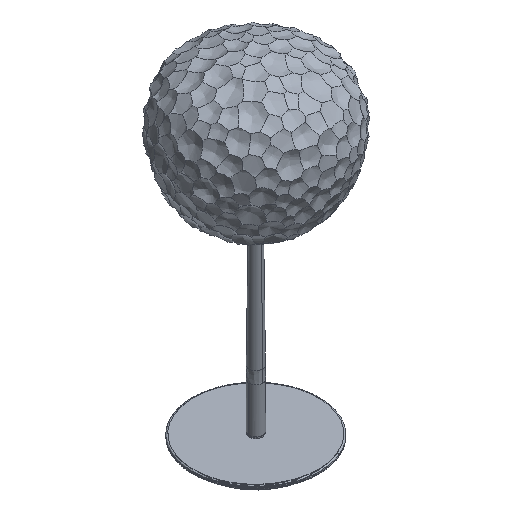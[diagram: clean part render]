
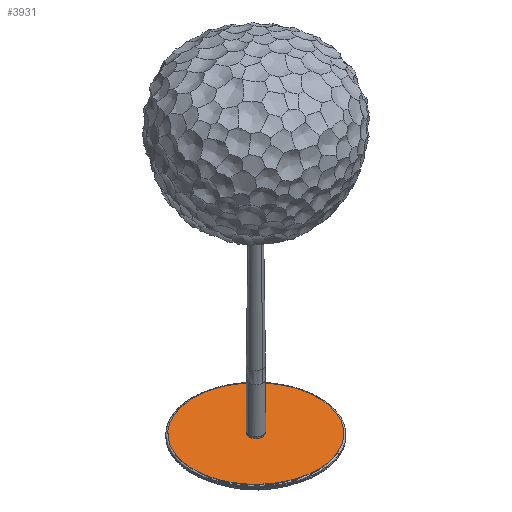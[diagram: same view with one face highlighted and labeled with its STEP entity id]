
A CAD part, isometric view. The second image highlights one B-rep face of the part: STEP entity #3931.
In plain terms, the highlighted planar face has unit normal (0, 0, 1).
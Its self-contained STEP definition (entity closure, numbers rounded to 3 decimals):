
#89=FACE_BOUND('',#4855,.T.);
#100=PLANE('',#13796);
#3931=ADVANCED_FACE('',(#4391,#89),#100,.T.);
#4391=FACE_OUTER_BOUND('',#4854,.T.);
#4854=EDGE_LOOP('',(#5372,#5373));
#4855=EDGE_LOOP('',(#5374,#5375,#5376));
#5372=ORIENTED_EDGE('',*,*,#8033,.T.);
#5373=ORIENTED_EDGE('',*,*,#8032,.T.);
#5374=ORIENTED_EDGE('',*,*,#8029,.T.);
#5375=ORIENTED_EDGE('',*,*,#8031,.T.);
#5376=ORIENTED_EDGE('',*,*,#8030,.T.);
#8029=EDGE_CURVE('',#10815,#10816,#10656,.T.);
#8030=EDGE_CURVE('',#10817,#10815,#10657,.T.);
#8031=EDGE_CURVE('',#10816,#10817,#10658,.T.);
#8032=EDGE_CURVE('',#10818,#10819,#10659,.T.);
#8033=EDGE_CURVE('',#10819,#10818,#10660,.T.);
#10656=(
BOUNDED_CURVE()
B_SPLINE_CURVE(2,(#14215,#14216,#14217,#14218,#14219),.UNSPECIFIED.,.F.,
 .F.)
B_SPLINE_CURVE_WITH_KNOTS((3,2,3),(-31.416,-23.562,
-15.708),.UNSPECIFIED.)
CURVE()
GEOMETRIC_REPRESENTATION_ITEM()
RATIONAL_B_SPLINE_CURVE((1.,0.707,1.,0.707,1.))
REPRESENTATION_ITEM('')
);
#10657=(
BOUNDED_CURVE()
B_SPLINE_CURVE(2,(#14220,#14221,#14222,#14223,#14224),.UNSPECIFIED.,.F.,
 .F.)
B_SPLINE_CURVE_WITH_KNOTS((3,2,3),(-13.742,-6.871,
0.),.UNSPECIFIED.)
CURVE()
GEOMETRIC_REPRESENTATION_ITEM()
RATIONAL_B_SPLINE_CURVE((1.,0.773,1.,0.773,1.))
REPRESENTATION_ITEM('')
);
#10658=(
BOUNDED_CURVE()
B_SPLINE_CURVE(2,(#14225,#14226,#14227),.UNSPECIFIED.,.F.,.F.)
B_SPLINE_CURVE_WITH_KNOTS((3,3),(-15.708,-13.742),
 .UNSPECIFIED.)
CURVE()
GEOMETRIC_REPRESENTATION_ITEM()
RATIONAL_B_SPLINE_CURVE((1.,0.981,1.))
REPRESENTATION_ITEM('')
);
#10659=(
BOUNDED_CURVE()
B_SPLINE_CURVE(2,(#14228,#14229,#14230,#14231,#14232),.UNSPECIFIED.,.F.,
 .F.)
B_SPLINE_CURVE_WITH_KNOTS((3,2,3),(0.,92.206,184.411),
 .UNSPECIFIED.)
CURVE()
GEOMETRIC_REPRESENTATION_ITEM()
RATIONAL_B_SPLINE_CURVE((1.,0.707,1.,0.707,1.))
REPRESENTATION_ITEM('')
);
#10660=(
BOUNDED_CURVE()
B_SPLINE_CURVE(2,(#14233,#14234,#14235,#14236,#14237),.UNSPECIFIED.,.F.,
 .F.)
B_SPLINE_CURVE_WITH_KNOTS((3,2,3),(184.411,276.617,368.823),
 .UNSPECIFIED.)
CURVE()
GEOMETRIC_REPRESENTATION_ITEM()
RATIONAL_B_SPLINE_CURVE((1.,0.707,1.,0.707,1.))
REPRESENTATION_ITEM('')
);
#10815=VERTEX_POINT('',#14210);
#10816=VERTEX_POINT('',#14211);
#10817=VERTEX_POINT('',#14212);
#10818=VERTEX_POINT('',#14213);
#10819=VERTEX_POINT('',#14214);
#13796=AXIS2_PLACEMENT_3D('',#14209,#13814,$);
#13814=DIRECTION('',(0.,0.,1.));
#14209=CARTESIAN_POINT('',(-167.99,53.277,13.053));
#14210=CARTESIAN_POINT('',(-8.885,-16.379,13.053));
#14211=CARTESIAN_POINT('',(-12.715,-7.141,13.053));
#14212=CARTESIAN_POINT('',(-10.8,-6.76,13.053));
#14213=CARTESIAN_POINT('',(11.685,-65.983,13.053));
#14214=CARTESIAN_POINT('',(-33.285,42.463,13.053));
#14215=CARTESIAN_POINT('',(-8.885,-16.379,13.053));
#14216=CARTESIAN_POINT('',(-13.503,-18.294,13.053));
#14217=CARTESIAN_POINT('',(-15.419,-13.675,13.053));
#14218=CARTESIAN_POINT('',(-17.334,-9.057,13.053));
#14219=CARTESIAN_POINT('',(-12.715,-7.141,13.053));
#14220=CARTESIAN_POINT('',(-10.8,-6.76,13.053));
#14221=CARTESIAN_POINT('',(-6.697,-6.76,13.053));
#14222=CARTESIAN_POINT('',(-5.896,-10.784,13.053));
#14223=CARTESIAN_POINT('',(-5.095,-14.807,13.053));
#14224=CARTESIAN_POINT('',(-8.885,-16.379,13.053));
#14225=CARTESIAN_POINT('',(-12.715,-7.141,13.053));
#14226=CARTESIAN_POINT('',(-11.796,-6.76,13.053));
#14227=CARTESIAN_POINT('',(-10.8,-6.76,13.053));
#14228=CARTESIAN_POINT('',(11.685,-65.983,13.053));
#14229=CARTESIAN_POINT('',(65.908,-43.498,13.053));
#14230=CARTESIAN_POINT('',(43.423,10.725,13.053));
#14231=CARTESIAN_POINT('',(20.938,64.948,13.053));
#14232=CARTESIAN_POINT('',(-33.285,42.463,13.053));
#14233=CARTESIAN_POINT('',(-33.285,42.463,13.053));
#14234=CARTESIAN_POINT('',(-87.508,19.978,13.053));
#14235=CARTESIAN_POINT('',(-65.023,-34.245,13.053));
#14236=CARTESIAN_POINT('',(-42.538,-88.468,13.053));
#14237=CARTESIAN_POINT('',(11.685,-65.983,13.053));
